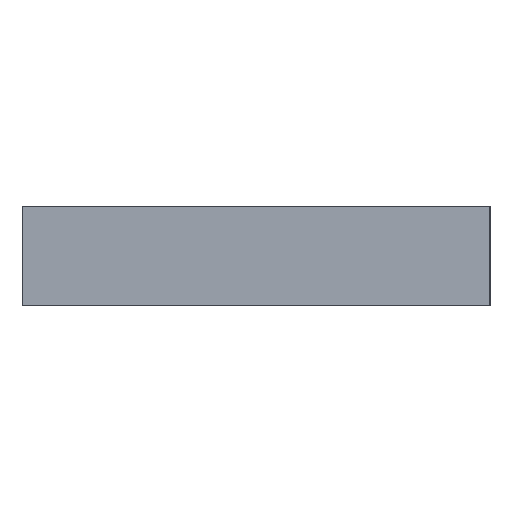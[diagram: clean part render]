
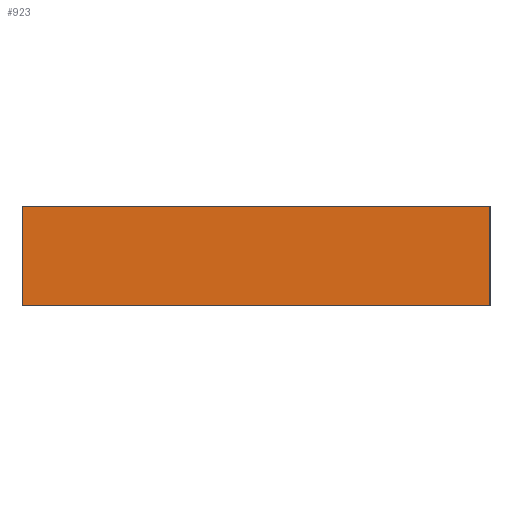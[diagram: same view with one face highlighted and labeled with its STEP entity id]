
A CAD part, left-side view. The second image highlights one B-rep face of the part: STEP entity #923.
In plain terms, the highlighted planar face has unit normal (-1, 0, 0).
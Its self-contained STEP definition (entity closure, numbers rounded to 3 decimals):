
#43 = FACE_OUTER_BOUND ( 'NONE', #904, .T. ) ;
#44 = DIRECTION ( 'NONE',  ( 0., -1., 0. ) ) ;
#57 = LINE ( 'NONE', #741, #864 ) ;
#61 = PLANE ( 'NONE',  #320 ) ;
#109 = VERTEX_POINT ( 'NONE', #784 ) ;
#123 = VECTOR ( 'NONE', #256, 1000. ) ;
#134 = CARTESIAN_POINT ( 'NONE',  ( -27.5, -16.5, 7. ) ) ;
#140 = ORIENTED_EDGE ( 'NONE', *, *, #399, .T. ) ;
#141 = DIRECTION ( 'NONE',  ( 0., 0., -1. ) ) ;
#154 = ORIENTED_EDGE ( 'NONE', *, *, #189, .F. ) ;
#179 = VECTOR ( 'NONE', #951, 1000. ) ;
#189 = EDGE_CURVE ( 'NONE', #109, #562, #957, .T. ) ;
#239 = ORIENTED_EDGE ( 'NONE', *, *, #1017, .T. ) ;
#256 = DIRECTION ( 'NONE',  ( 0., 0., -1. ) ) ;
#320 = AXIS2_PLACEMENT_3D ( 'NONE', #134, #613, #141 ) ;
#336 = CARTESIAN_POINT ( 'NONE',  ( -27.5, 16.5, 7. ) ) ;
#391 = LINE ( 'NONE', #441, #179 ) ;
#399 = EDGE_CURVE ( 'NONE', #503, #562, #391, .T. ) ;
#441 = CARTESIAN_POINT ( 'NONE',  ( -27.5, -16.5, 0. ) ) ;
#491 = CARTESIAN_POINT ( 'NONE',  ( -27.5, -16.5, 0. ) ) ;
#503 = VERTEX_POINT ( 'NONE', #974 ) ;
#555 = ORIENTED_EDGE ( 'NONE', *, *, #751, .F. ) ;
#562 = VERTEX_POINT ( 'NONE', #491 ) ;
#599 = LINE ( 'NONE', #846, #749 ) ;
#613 = DIRECTION ( 'NONE',  ( 1., 0., 0. ) ) ;
#628 = VERTEX_POINT ( 'NONE', #336 ) ;
#741 = CARTESIAN_POINT ( 'NONE',  ( -27.5, -16.5, 7. ) ) ;
#749 = VECTOR ( 'NONE', #764, 1000. ) ;
#751 = EDGE_CURVE ( 'NONE', #628, #109, #57, .T. ) ;
#764 = DIRECTION ( 'NONE',  ( 0., 0., -1. ) ) ;
#784 = CARTESIAN_POINT ( 'NONE',  ( -27.5, -16.5, 7. ) ) ;
#846 = CARTESIAN_POINT ( 'NONE',  ( -27.5, 16.5, 7. ) ) ;
#864 = VECTOR ( 'NONE', #44, 1000. ) ;
#904 = EDGE_LOOP ( 'NONE', ( #140, #154, #555, #239 ) ) ;
#923 = ADVANCED_FACE ( 'NONE', ( #43 ), #61, .F. ) ;
#951 = DIRECTION ( 'NONE',  ( 0., -1., 0. ) ) ;
#953 = CARTESIAN_POINT ( 'NONE',  ( -27.5, -16.5, 7. ) ) ;
#957 = LINE ( 'NONE', #953, #123 ) ;
#974 = CARTESIAN_POINT ( 'NONE',  ( -27.5, 16.5, 0. ) ) ;
#1017 = EDGE_CURVE ( 'NONE', #628, #503, #599, .T. ) ;
